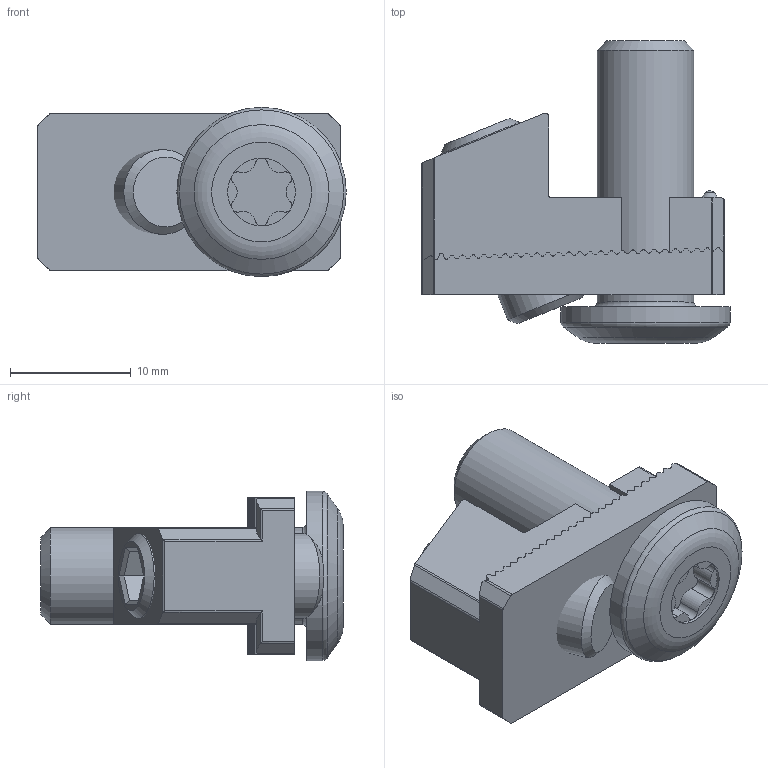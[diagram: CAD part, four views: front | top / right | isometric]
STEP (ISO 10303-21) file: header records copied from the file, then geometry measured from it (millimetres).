
FILE_DESCRIPTION( ( 'STEP AP203' ), '1' );
FILE_NAME( '099J08M08S03.stp', '2021-11-22T12:18:46', ( 'License CC BY-ND 4.0' ), ( 'CADENAS' ), ' ', 'PARTsolutions', ' ' );
FILE_SCHEMA( ( 'CONFIG_CONTROL_DESIGN' ) );
Length unit declared in the file: millimetre
Products named in the file (4): 099J08M08S03; _099J08M08S03-1; _099J08M08S03-2; _099J08M08S03-3
Assembly tree (3 placements, depth 2):
  099J08M08S03
    _099J08M08S03-1
    _099J08M08S03-2
    _099J08M08S03-3
Bounding box: 25.5 x 25 x 14 mm (x, y, z)
Volume: 3623.6 mm3; surface area: 3067.7 mm2
Topology: 3 solids, 3 shells, 322 faces, 920 edges, 607 vertices
Faces by surface type: plane 157, cylinder 152, cone 6, torus 6, sphere 1
Full cylindrical faces by diameter (mm): 5.6 x1, 5.92 x1, 7 x1, 8 x1, 8.1 x1, 14 x1
Entity records: 10825 total; most frequent: CARTESIAN_POINT 2115, DIRECTION 1836, ORIENTED_EDGE 1800, EDGE_CURVE 900, AXIS2_PLACEMENT_3D 642, VERTEX_POINT 605, LINE 552, VECTOR 552
